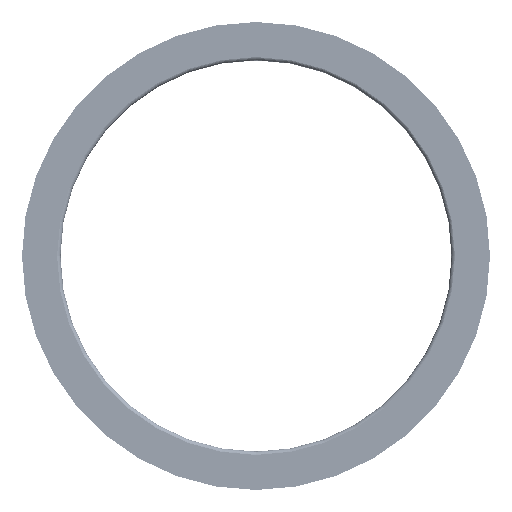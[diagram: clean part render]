
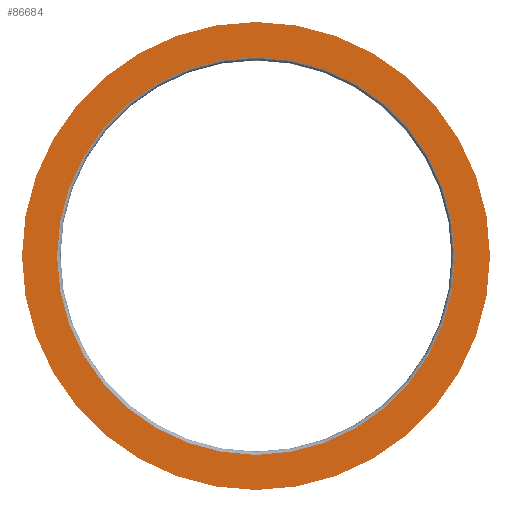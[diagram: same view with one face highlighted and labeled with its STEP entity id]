
A CAD part, left-side view. The second image highlights one B-rep face of the part: STEP entity #86684.
In plain terms, the highlighted planar face has unit normal (-1, 0, 0).
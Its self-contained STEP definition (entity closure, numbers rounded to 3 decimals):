
#13670 = CIRCLE ( 'NONE', #160462, 76.5 ) ;
#25653 = CARTESIAN_POINT ( 'NONE',  ( 0., 0., 90. ) ) ;
#29124 = CARTESIAN_POINT ( 'NONE',  ( 0., 0., 0. ) ) ;
#34086 = CIRCLE ( 'NONE', #204543, 90. ) ;
#49918 = DIRECTION ( 'NONE',  ( 0., 0., 1. ) ) ;
#53878 = ORIENTED_EDGE ( 'NONE', *, *, #127884, .T. ) ;
#54884 = ORIENTED_EDGE ( 'NONE', *, *, #126800, .F. ) ;
#57590 = CARTESIAN_POINT ( 'NONE',  ( 0., 0., -76.5 ) ) ;
#58300 = ORIENTED_EDGE ( 'NONE', *, *, #163653, .T. ) ;
#61753 = VERTEX_POINT ( 'NONE', #57590 ) ;
#68166 = CARTESIAN_POINT ( 'NONE',  ( 0., 0., -90. ) ) ;
#81085 = CIRCLE ( 'NONE', #117538, 76.5 ) ;
#81890 = DIRECTION ( 'NONE',  ( 1., 0., 0. ) ) ;
#85853 = VERTEX_POINT ( 'NONE', #25653 ) ;
#86684 = ADVANCED_FACE ( 'NONE', ( #155506, #100558 ), #225395, .F. ) ;
#87134 = ORIENTED_EDGE ( 'NONE', *, *, #172606, .F. ) ;
#92671 = DIRECTION ( 'NONE',  ( -1., 0., 0. ) ) ;
#94432 = DIRECTION ( 'NONE',  ( -1., 0., 0. ) ) ;
#94674 = AXIS2_PLACEMENT_3D ( 'NONE', #205563, #81890, #226294 ) ;
#100558 = FACE_OUTER_BOUND ( 'NONE', #195651, .T. ) ;
#107595 = DIRECTION ( 'NONE',  ( -1., 0., 0. ) ) ;
#115082 = CARTESIAN_POINT ( 'NONE',  ( 0., 0., 76.5 ) ) ;
#116658 = VERTEX_POINT ( 'NONE', #115082 ) ;
#117538 = AXIS2_PLACEMENT_3D ( 'NONE', #29124, #173747, #49918 ) ;
#126800 = EDGE_CURVE ( 'NONE', #61753, #116658, #81085, .T. ) ;
#127884 = EDGE_CURVE ( 'NONE', #159756, #85853, #34086, .T. ) ;
#140908 = EDGE_LOOP ( 'NONE', ( #87134, #54884 ) ) ;
#155506 = FACE_BOUND ( 'NONE', #140908, .T. ) ;
#159756 = VERTEX_POINT ( 'NONE', #68166 ) ;
#160462 = AXIS2_PLACEMENT_3D ( 'NONE', #218059, #94432, #238832 ) ;
#163653 = EDGE_CURVE ( 'NONE', #85853, #159756, #202089, .T. ) ;
#172606 = EDGE_CURVE ( 'NONE', #116658, #61753, #13670, .T. ) ;
#173747 = DIRECTION ( 'NONE',  ( -1., 0., 0. ) ) ;
#195651 = EDGE_LOOP ( 'NONE', ( #58300, #53878 ) ) ;
#202089 = CIRCLE ( 'NONE', #213740, 90. ) ;
#204543 = AXIS2_PLACEMENT_3D ( 'NONE', #216278, #92671, #237049 ) ;
#205563 = CARTESIAN_POINT ( 'NONE',  ( 0., 76.5, 0. ) ) ;
#213740 = AXIS2_PLACEMENT_3D ( 'NONE', #231242, #107595, #251947 ) ;
#216278 = CARTESIAN_POINT ( 'NONE',  ( 0., 0., 0. ) ) ;
#218059 = CARTESIAN_POINT ( 'NONE',  ( 0., 0., 0. ) ) ;
#225395 = PLANE ( 'NONE',  #94674 ) ;
#226294 = DIRECTION ( 'NONE',  ( 0., 0., -1. ) ) ;
#231242 = CARTESIAN_POINT ( 'NONE',  ( 0., 0., 0. ) ) ;
#237049 = DIRECTION ( 'NONE',  ( 0., 0., 1. ) ) ;
#238832 = DIRECTION ( 'NONE',  ( 0., 0., 1. ) ) ;
#251947 = DIRECTION ( 'NONE',  ( 0., 0., 1. ) ) ;
